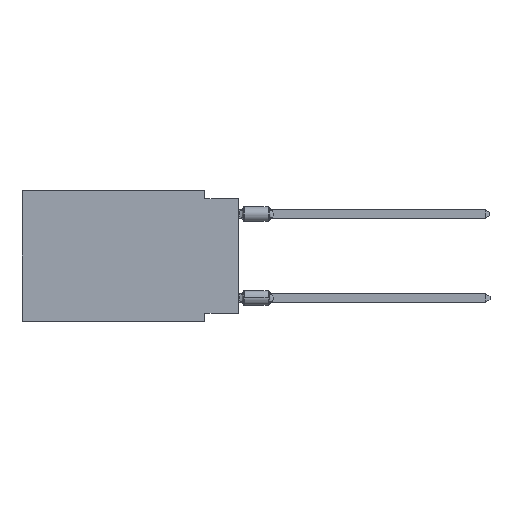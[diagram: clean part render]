
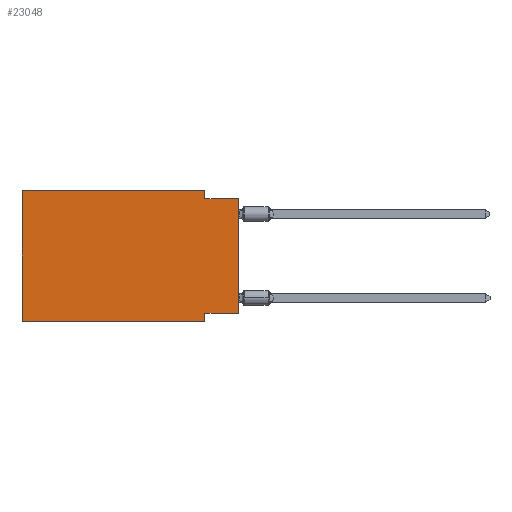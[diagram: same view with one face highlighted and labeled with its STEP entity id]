
A CAD part, left-side view. The second image highlights one B-rep face of the part: STEP entity #23048.
In plain terms, the highlighted planar face has unit normal (-1, 0, 0).
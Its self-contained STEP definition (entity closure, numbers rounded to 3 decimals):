
#1192 = EDGE_CURVE ( 'NONE', #14767, #24046, #7765, .T. ) ;
#2325 = DIRECTION ( 'NONE',  ( 0., 0., -1. ) ) ;
#2346 = CARTESIAN_POINT ( 'NONE',  ( 0., 2.54, -0.635 ) ) ;
#2527 = DIRECTION ( 'NONE',  ( 0., 0., 1. ) ) ;
#2842 = EDGE_CURVE ( 'NONE', #15459, #31139, #8332, .T. ) ;
#3023 = VECTOR ( 'NONE', #7271, 1000. ) ;
#3335 = CARTESIAN_POINT ( 'NONE',  ( 0., 0., -9.271 ) ) ;
#4102 = VECTOR ( 'NONE', #15598, 1000. ) ;
#5875 = DIRECTION ( 'NONE',  ( 0., -1., 0. ) ) ;
#5966 = AXIS2_PLACEMENT_3D ( 'NONE', #8781, #18562, #8321 ) ;
#6046 = VECTOR ( 'NONE', #5875, 1000. ) ;
#6219 = EDGE_CURVE ( 'NONE', #13734, #11404, #21685, .T. ) ;
#6957 = CARTESIAN_POINT ( 'NONE',  ( 0., 2.54, -9.906 ) ) ;
#7271 = DIRECTION ( 'NONE',  ( 0., 0., 1. ) ) ;
#7561 = CARTESIAN_POINT ( 'NONE',  ( 0., 2.54, 0. ) ) ;
#7765 = LINE ( 'NONE', #27506, #6046 ) ;
#8321 = DIRECTION ( 'NONE',  ( 0., 0., -1. ) ) ;
#8332 = LINE ( 'NONE', #27590, #4102 ) ;
#8781 = CARTESIAN_POINT ( 'NONE',  ( 0., 16.383, 0. ) ) ;
#8839 = ORIENTED_EDGE ( 'NONE', *, *, #9168, .F. ) ;
#8969 = CARTESIAN_POINT ( 'NONE',  ( 0., 2.54, -9.906 ) ) ;
#9096 = EDGE_CURVE ( 'NONE', #18660, #23847, #19339, .T. ) ;
#9168 = EDGE_CURVE ( 'NONE', #11404, #15459, #18715, .T. ) ;
#9337 = CARTESIAN_POINT ( 'NONE',  ( 0., 0., 0. ) ) ;
#9959 = VECTOR ( 'NONE', #2527, 1000. ) ;
#10782 = CARTESIAN_POINT ( 'NONE',  ( 0., 16.383, -9.906 ) ) ;
#11311 = FACE_OUTER_BOUND ( 'NONE', #15441, .T. ) ;
#11404 = VERTEX_POINT ( 'NONE', #7561 ) ;
#11617 = DIRECTION ( 'NONE',  ( 0., 1., 0. ) ) ;
#12306 = LINE ( 'NONE', #24144, #9959 ) ;
#13354 = VECTOR ( 'NONE', #2325, 1000. ) ;
#13397 = VECTOR ( 'NONE', #28495, 1000. ) ;
#13734 = VERTEX_POINT ( 'NONE', #21783 ) ;
#13746 = ORIENTED_EDGE ( 'NONE', *, *, #1192, .T. ) ;
#13934 = ORIENTED_EDGE ( 'NONE', *, *, #9096, .F. ) ;
#14767 = VERTEX_POINT ( 'NONE', #10782 ) ;
#15441 = EDGE_LOOP ( 'NONE', ( #24619, #22459, #8839, #18735, #26608, #13746, #24538, #13934 ) ) ;
#15459 = VERTEX_POINT ( 'NONE', #2346 ) ;
#15509 = CARTESIAN_POINT ( 'NONE',  ( 0., 2.54, -9.271 ) ) ;
#15598 = DIRECTION ( 'NONE',  ( 0., -1., 0. ) ) ;
#16666 = CARTESIAN_POINT ( 'NONE',  ( 0., 2.54, 0. ) ) ;
#16802 = DIRECTION ( 'NONE',  ( 0., -1., 0. ) ) ;
#18562 = DIRECTION ( 'NONE',  ( 1., 0., 0. ) ) ;
#18660 = VERTEX_POINT ( 'NONE', #3335 ) ;
#18715 = LINE ( 'NONE', #16666, #13397 ) ;
#18735 = ORIENTED_EDGE ( 'NONE', *, *, #6219, .F. ) ;
#19339 = LINE ( 'NONE', #26296, #23974 ) ;
#20430 = EDGE_CURVE ( 'NONE', #23847, #24046, #31186, .T. ) ;
#21685 = LINE ( 'NONE', #24523, #26910 ) ;
#21783 = CARTESIAN_POINT ( 'NONE',  ( 0., 16.383, 0. ) ) ;
#22459 = ORIENTED_EDGE ( 'NONE', *, *, #2842, .F. ) ;
#23048 = ADVANCED_FACE ( 'NONE', ( #11311 ), #30397, .F. ) ;
#23847 = VERTEX_POINT ( 'NONE', #15509 ) ;
#23974 = VECTOR ( 'NONE', #11617, 1000. ) ;
#24046 = VERTEX_POINT ( 'NONE', #6957 ) ;
#24144 = CARTESIAN_POINT ( 'NONE',  ( 0., 16.383, 0. ) ) ;
#24152 = EDGE_CURVE ( 'NONE', #14767, #13734, #12306, .T. ) ;
#24523 = CARTESIAN_POINT ( 'NONE',  ( 0., 16.383, 0. ) ) ;
#24538 = ORIENTED_EDGE ( 'NONE', *, *, #20430, .F. ) ;
#24619 = ORIENTED_EDGE ( 'NONE', *, *, #26755, .T. ) ;
#26296 = CARTESIAN_POINT ( 'NONE',  ( 0., 0., -9.271 ) ) ;
#26608 = ORIENTED_EDGE ( 'NONE', *, *, #24152, .F. ) ;
#26755 = EDGE_CURVE ( 'NONE', #18660, #31139, #28882, .T. ) ;
#26910 = VECTOR ( 'NONE', #16802, 1000. ) ;
#27399 = CARTESIAN_POINT ( 'NONE',  ( 0., 0., -0.635 ) ) ;
#27506 = CARTESIAN_POINT ( 'NONE',  ( 0., 16.383, -9.906 ) ) ;
#27590 = CARTESIAN_POINT ( 'NONE',  ( 0., 0., -0.635 ) ) ;
#28495 = DIRECTION ( 'NONE',  ( 0., 0., -1. ) ) ;
#28882 = LINE ( 'NONE', #9337, #3023 ) ;
#30397 = PLANE ( 'NONE',  #5966 ) ;
#31139 = VERTEX_POINT ( 'NONE', #27399 ) ;
#31186 = LINE ( 'NONE', #8969, #13354 ) ;
